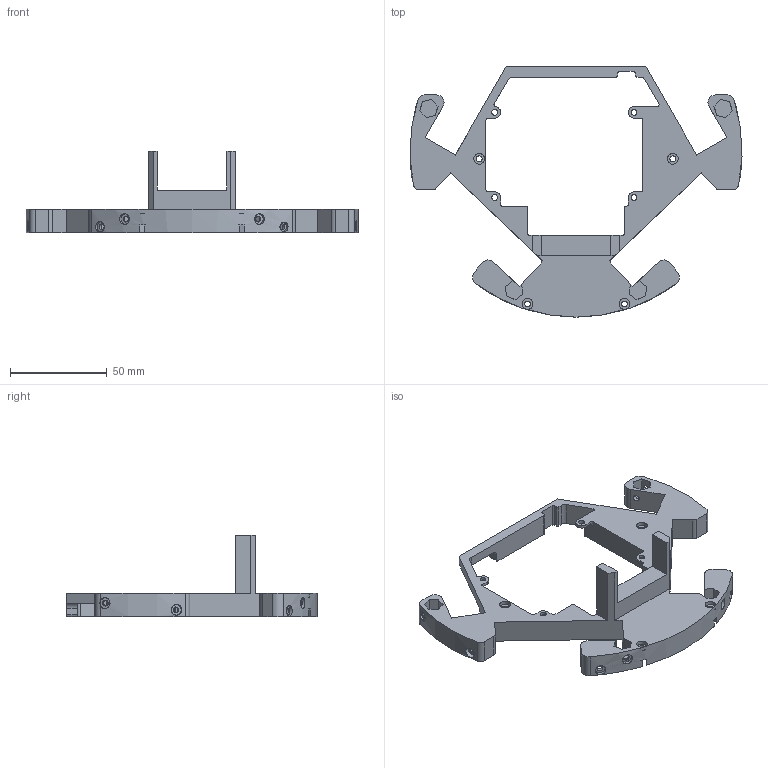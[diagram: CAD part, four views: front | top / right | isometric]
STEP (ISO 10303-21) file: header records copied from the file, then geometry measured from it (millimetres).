
FILE_DESCRIPTION(/* description */ (''),/* implementation_level */ '2;1');
FILE_NAME(/* name */ 'plate_sec_floor_ipt_aa4a626f.STEP',/* time_stamp */ '2021-11-25T10:12:22-03:00',/* author */ ('Acer'),/* organization */ (''),/* preprocessor_version */ 'ST-DEVELOPER v18.1',/* originating_system */ 'Autodesk Inventor 2020',/* authorisation */ '');
FILE_SCHEMA (('AUTOMOTIVE_DESIGN { 1 0 10303 214 3 1 1 }'));
Length unit declared in the file: millimetre
Products named in the file (1): plate_sec_floor
Bounding box: 171.5 x 129.3 x 42 mm (x, y, z)
Volume: 80686.8 mm3; surface area: 31531 mm2
Topology: 1 solids, 1 shells, 249 faces, 717 edges, 487 vertices
Faces by surface type: plane 161, cylinder 84, bspline 3, torus 1
Full cylindrical faces by diameter (mm): 3 x20, 5 x1, 5.5 x11
Entity records: 8911 total; most frequent: CARTESIAN_POINT 1834, ORIENTED_EDGE 1434, DIRECTION 1377, EDGE_CURVE 717, LINE 501, VECTOR 501, VERTEX_POINT 487, AXIS2_PLACEMENT_3D 438
